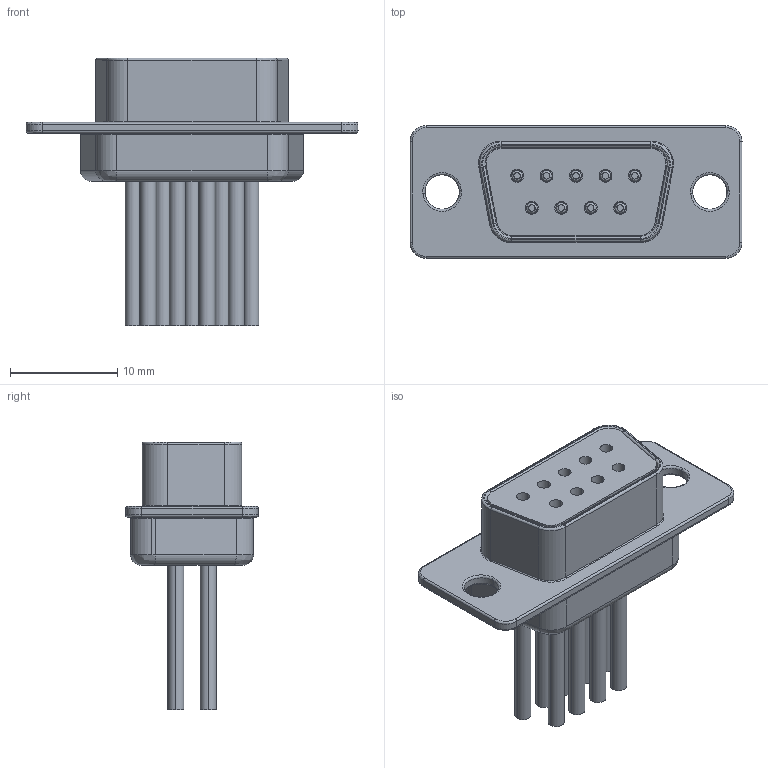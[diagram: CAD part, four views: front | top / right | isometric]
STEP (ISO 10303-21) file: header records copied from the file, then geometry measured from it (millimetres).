
FILE_DESCRIPTION (( 'STEP AP214' ), '1' );
FILE_NAME ('INGUN_29629.STEP', '2025-04-16T14:23:39', ( '' ), ( '' ), 'SwSTEP 2.0', 'SolidWorks 2023', '' );
FILE_SCHEMA (( 'AUTOMOTIVE_DESIGN' ));
Length unit declared in the file: millimetre
Products named in the file (1): INGUN_29629
Bounding box: 31 x 12.4 x 25 mm (x, y, z)
Volume: 2436.2 mm3; surface area: 2806.8 mm2
Topology: 1 solids, 1 shells, 217 faces, 522 edges, 338 vertices
Faces by surface type: cylinder 110, bspline 54, plane 53
Entity records: 7797 total; most frequent: CARTESIAN_POINT 2828, ORIENTED_EDGE 1044, DIRECTION 1042, EDGE_CURVE 522, AXIS2_PLACEMENT_3D 436, VERTEX_POINT 338, CIRCLE 272, EDGE_LOOP 252
